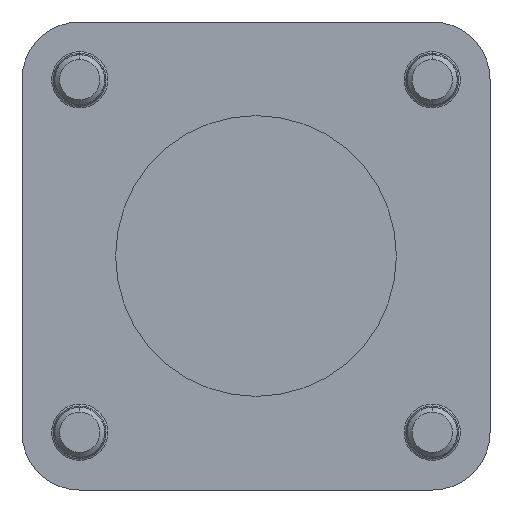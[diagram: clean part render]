
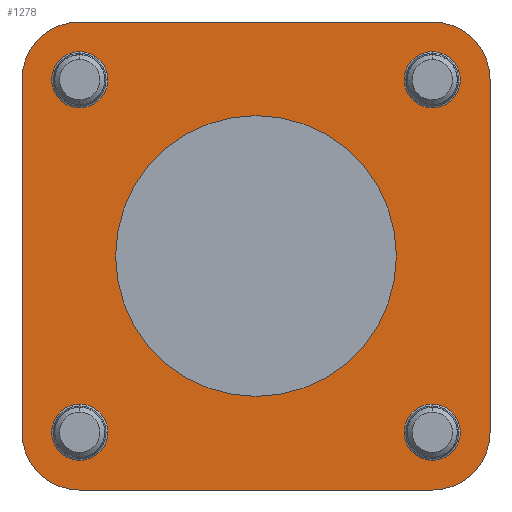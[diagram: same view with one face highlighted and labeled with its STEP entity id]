
A CAD part, left-side view. The second image highlights one B-rep face of the part: STEP entity #1278.
In plain terms, the highlighted planar face has unit normal (-1, 0, 0).
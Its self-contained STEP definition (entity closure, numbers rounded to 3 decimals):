
#398=CARTESIAN_POINT('',(0.,-0.,-22.5));
#399=VERTEX_POINT('',#398);
#407=CARTESIAN_POINT('',(0.,0.,22.5));
#408=VERTEX_POINT('',#407);
#415=CARTESIAN_POINT('',(0.,0.,0.));
#416=DIRECTION('',(1.,0.,0.));
#417=DIRECTION('',(0.,0.,-1.));
#418=AXIS2_PLACEMENT_3D('',#415,#416,#417);
#419=CIRCLE('',#418,22.5);
#420=EDGE_CURVE('',#399,#408,#419,.T.);
#753=CARTESIAN_POINT('',(0.,-28.25,37.5));
#754=VERTEX_POINT('',#753);
#761=CARTESIAN_POINT('',(0.,-37.5,28.25));
#762=VERTEX_POINT('',#761);
#763=CARTESIAN_POINT('',(0.,-28.25,28.25));
#764=DIRECTION('',(1.,0.,0.));
#765=DIRECTION('',(0.,0.,-1.));
#766=AXIS2_PLACEMENT_3D('',#763,#764,#765);
#767=CIRCLE('',#766,9.25);
#768=EDGE_CURVE('',#754,#762,#767,.T.);
#795=CARTESIAN_POINT('',(0.,-37.5,-28.25));
#796=VERTEX_POINT('',#795);
#803=CARTESIAN_POINT('',(0.,-28.25,-37.5));
#804=VERTEX_POINT('',#803);
#805=CARTESIAN_POINT('',(0.,-28.25,-28.25));
#806=DIRECTION('',(1.,0.,0.));
#807=DIRECTION('',(0.,0.,-1.));
#808=AXIS2_PLACEMENT_3D('',#805,#806,#807);
#809=CIRCLE('',#808,9.25);
#810=EDGE_CURVE('',#796,#804,#809,.T.);
#843=CARTESIAN_POINT('',(0.,-37.5,28.25));
#844=DIRECTION('',(0.,0.,-1.));
#845=VECTOR('',#844,56.5);
#846=LINE('',#843,#845);
#847=EDGE_CURVE('',#762,#796,#846,.T.);
#897=CARTESIAN_POINT('',(0.,28.25,-37.5));
#898=VERTEX_POINT('',#897);
#899=CARTESIAN_POINT('',(0.,-28.25,-37.5));
#900=DIRECTION('',(0.,1.,0.));
#901=VECTOR('',#900,56.5);
#902=LINE('',#899,#901);
#903=EDGE_CURVE('',#804,#898,#902,.T.);
#944=CARTESIAN_POINT('',(0.,37.5,-28.25));
#945=VERTEX_POINT('',#944);
#946=CARTESIAN_POINT('',(0.,28.25,-28.25));
#947=DIRECTION('',(1.,0.,0.));
#948=DIRECTION('',(0.,0.,-1.));
#949=AXIS2_PLACEMENT_3D('',#946,#947,#948);
#950=CIRCLE('',#949,9.25);
#951=EDGE_CURVE('',#898,#945,#950,.T.);
#975=CARTESIAN_POINT('',(0.,37.5,28.25));
#976=VERTEX_POINT('',#975);
#977=CARTESIAN_POINT('',(0.,37.5,-28.25));
#978=DIRECTION('',(0.,0.,1.));
#979=VECTOR('',#978,56.5);
#980=LINE('',#977,#979);
#981=EDGE_CURVE('',#945,#976,#980,.T.);
#1022=CARTESIAN_POINT('',(0.,28.25,37.5));
#1023=VERTEX_POINT('',#1022);
#1024=CARTESIAN_POINT('',(0.,28.25,28.25));
#1025=DIRECTION('',(1.,0.,0.));
#1026=DIRECTION('',(0.,0.,-1.));
#1027=AXIS2_PLACEMENT_3D('',#1024,#1025,#1026);
#1028=CIRCLE('',#1027,9.25);
#1029=EDGE_CURVE('',#976,#1023,#1028,.T.);
#1047=CARTESIAN_POINT('',(0.,28.25,-32.75));
#1048=VERTEX_POINT('',#1047);
#1064=CARTESIAN_POINT('',(0.,28.25,-23.75));
#1065=VERTEX_POINT('',#1064);
#1072=CARTESIAN_POINT('',(0.,28.25,-28.25));
#1073=DIRECTION('',(1.,0.,0.));
#1074=DIRECTION('',(0.,0.,-1.));
#1075=AXIS2_PLACEMENT_3D('',#1072,#1073,#1074);
#1076=CIRCLE('',#1075,4.5);
#1077=EDGE_CURVE('',#1048,#1065,#1076,.T.);
#1089=CARTESIAN_POINT('',(0.,-28.25,-32.75));
#1090=VERTEX_POINT('',#1089);
#1106=CARTESIAN_POINT('',(0.,-28.25,-23.75));
#1107=VERTEX_POINT('',#1106);
#1114=CARTESIAN_POINT('',(0.,-28.25,-28.25));
#1115=DIRECTION('',(1.,0.,0.));
#1116=DIRECTION('',(0.,0.,-1.));
#1117=AXIS2_PLACEMENT_3D('',#1114,#1115,#1116);
#1118=CIRCLE('',#1117,4.5);
#1119=EDGE_CURVE('',#1090,#1107,#1118,.T.);
#1131=CARTESIAN_POINT('',(0.,28.25,23.75));
#1132=VERTEX_POINT('',#1131);
#1148=CARTESIAN_POINT('',(0.,28.25,32.75));
#1149=VERTEX_POINT('',#1148);
#1156=CARTESIAN_POINT('',(0.,28.25,28.25));
#1157=DIRECTION('',(1.,0.,0.));
#1158=DIRECTION('',(0.,0.,-1.));
#1159=AXIS2_PLACEMENT_3D('',#1156,#1157,#1158);
#1160=CIRCLE('',#1159,4.5);
#1161=EDGE_CURVE('',#1132,#1149,#1160,.T.);
#1173=CARTESIAN_POINT('',(0.,-28.25,23.75));
#1174=VERTEX_POINT('',#1173);
#1190=CARTESIAN_POINT('',(0.,-28.25,32.75));
#1191=VERTEX_POINT('',#1190);
#1198=CARTESIAN_POINT('',(0.,-28.25,28.25));
#1199=DIRECTION('',(1.,0.,0.));
#1200=DIRECTION('',(0.,0.,-1.));
#1201=AXIS2_PLACEMENT_3D('',#1198,#1199,#1200);
#1202=CIRCLE('',#1201,4.5);
#1203=EDGE_CURVE('',#1174,#1191,#1202,.T.);
#1208=CARTESIAN_POINT('',(0.,-28.25,28.25));
#1209=DIRECTION('',(1.,0.,0.));
#1210=DIRECTION('',(0.,0.,-1.));
#1211=AXIS2_PLACEMENT_3D('',#1208,#1209,#1210);
#1212=PLANE('',#1211);
#1213=ORIENTED_EDGE('',*,*,#420,.T.);
#1214=CARTESIAN_POINT('',(0.,0.,0.));
#1215=DIRECTION('',(1.,0.,0.));
#1216=DIRECTION('',(0.,0.,-1.));
#1217=AXIS2_PLACEMENT_3D('',#1214,#1215,#1216);
#1218=CIRCLE('',#1217,22.5);
#1219=EDGE_CURVE('',#408,#399,#1218,.T.);
#1220=ORIENTED_EDGE('',*,*,#1219,.T.);
#1221=EDGE_LOOP('',(#1213,#1220));
#1222=FACE_BOUND('',#1221,.T.);
#1223=ORIENTED_EDGE('',*,*,#1203,.T.);
#1224=CARTESIAN_POINT('',(0.,-28.25,28.25));
#1225=DIRECTION('',(1.,0.,0.));
#1226=DIRECTION('',(0.,0.,-1.));
#1227=AXIS2_PLACEMENT_3D('',#1224,#1225,#1226);
#1228=CIRCLE('',#1227,4.5);
#1229=EDGE_CURVE('',#1191,#1174,#1228,.T.);
#1230=ORIENTED_EDGE('',*,*,#1229,.T.);
#1231=EDGE_LOOP('',(#1223,#1230));
#1232=FACE_BOUND('',#1231,.T.);
#1233=ORIENTED_EDGE('',*,*,#1161,.T.);
#1234=CARTESIAN_POINT('',(0.,28.25,28.25));
#1235=DIRECTION('',(1.,0.,0.));
#1236=DIRECTION('',(0.,0.,-1.));
#1237=AXIS2_PLACEMENT_3D('',#1234,#1235,#1236);
#1238=CIRCLE('',#1237,4.5);
#1239=EDGE_CURVE('',#1149,#1132,#1238,.T.);
#1240=ORIENTED_EDGE('',*,*,#1239,.T.);
#1241=EDGE_LOOP('',(#1233,#1240));
#1242=FACE_BOUND('',#1241,.T.);
#1243=ORIENTED_EDGE('',*,*,#1119,.T.);
#1244=CARTESIAN_POINT('',(0.,-28.25,-28.25));
#1245=DIRECTION('',(1.,0.,0.));
#1246=DIRECTION('',(0.,0.,-1.));
#1247=AXIS2_PLACEMENT_3D('',#1244,#1245,#1246);
#1248=CIRCLE('',#1247,4.5);
#1249=EDGE_CURVE('',#1107,#1090,#1248,.T.);
#1250=ORIENTED_EDGE('',*,*,#1249,.T.);
#1251=EDGE_LOOP('',(#1243,#1250));
#1252=FACE_BOUND('',#1251,.T.);
#1253=ORIENTED_EDGE('',*,*,#1077,.T.);
#1254=CARTESIAN_POINT('',(0.,28.25,-28.25));
#1255=DIRECTION('',(1.,0.,0.));
#1256=DIRECTION('',(0.,0.,-1.));
#1257=AXIS2_PLACEMENT_3D('',#1254,#1255,#1256);
#1258=CIRCLE('',#1257,4.5);
#1259=EDGE_CURVE('',#1065,#1048,#1258,.T.);
#1260=ORIENTED_EDGE('',*,*,#1259,.T.);
#1261=EDGE_LOOP('',(#1253,#1260));
#1262=FACE_BOUND('',#1261,.T.);
#1263=CARTESIAN_POINT('',(0.,28.25,37.5));
#1264=DIRECTION('',(0.,-1.,0.));
#1265=VECTOR('',#1264,56.5);
#1266=LINE('',#1263,#1265);
#1267=EDGE_CURVE('',#1023,#754,#1266,.T.);
#1268=ORIENTED_EDGE('',*,*,#1267,.F.);
#1269=ORIENTED_EDGE('',*,*,#1029,.F.);
#1270=ORIENTED_EDGE('',*,*,#981,.F.);
#1271=ORIENTED_EDGE('',*,*,#951,.F.);
#1272=ORIENTED_EDGE('',*,*,#903,.F.);
#1273=ORIENTED_EDGE('',*,*,#810,.F.);
#1274=ORIENTED_EDGE('',*,*,#847,.F.);
#1275=ORIENTED_EDGE('',*,*,#768,.F.);
#1276=EDGE_LOOP('',(#1268,#1269,#1270,#1271,#1272,#1273,#1274,#1275));
#1277=FACE_BOUND('',#1276,.T.);
#1278=ADVANCED_FACE('',(#1222,#1232,#1242,#1252,#1262,#1277),#1212,.F.);
